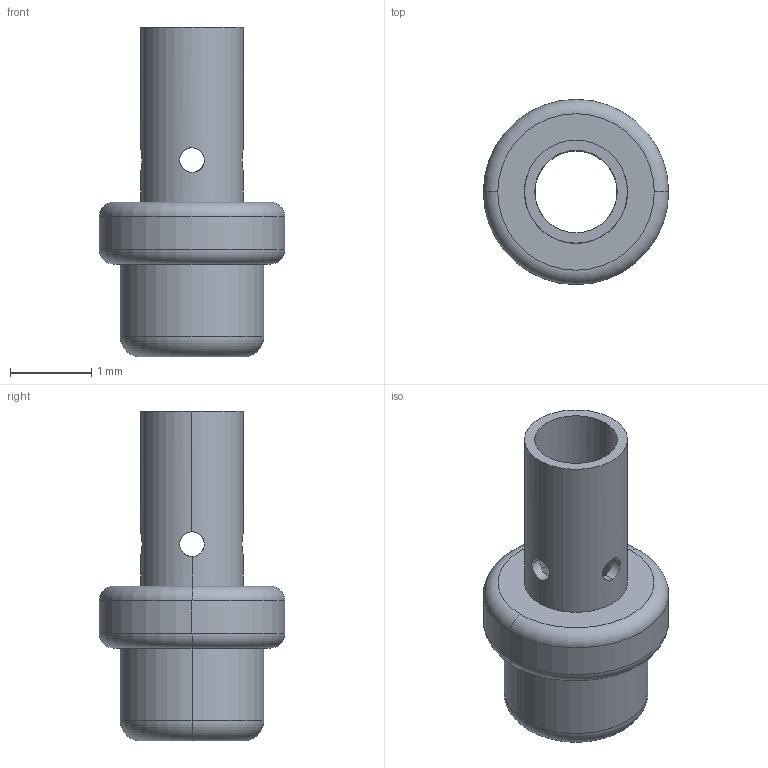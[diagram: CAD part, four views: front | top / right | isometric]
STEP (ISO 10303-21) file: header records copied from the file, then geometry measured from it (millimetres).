
FILE_DESCRIPTION (( 'STEP AP203' ), '1' );
FILE_NAME ('NNP-DWG-140-005-000 Interconnect, Strain Relief.STEP', '2024-06-20T20:22:37', ( '' ), ( '' ), 'SwSTEP 2.0', 'SolidWorks 2024', '' );
FILE_SCHEMA (( 'CONFIG_CONTROL_DESIGN' ));
Length unit declared in the file: inch
Products named in the file (1): NNP-DWG-140-005-000 Interconnect, Strain Relief
Bounding box: 2.29 x 2.29 x 4.06 mm (x, y, z)
Volume: 4.6 mm3; surface area: 39.3 mm2
Topology: 1 solids, 1 shells, 30 faces, 80 edges, 50 vertices
Faces by surface type: cylinder 20, torus 6, plane 4
Entity records: 1503 total; most frequent: CARTESIAN_POINT 683, ORIENTED_EDGE 160, DIRECTION 146, EDGE_CURVE 80, AXIS2_PLACEMENT_3D 61, VERTEX_POINT 50, EDGE_LOOP 38, FACE_OUTER_BOUND 30
